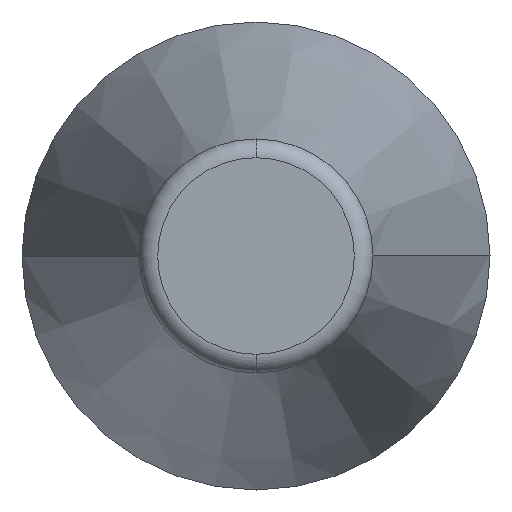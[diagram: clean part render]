
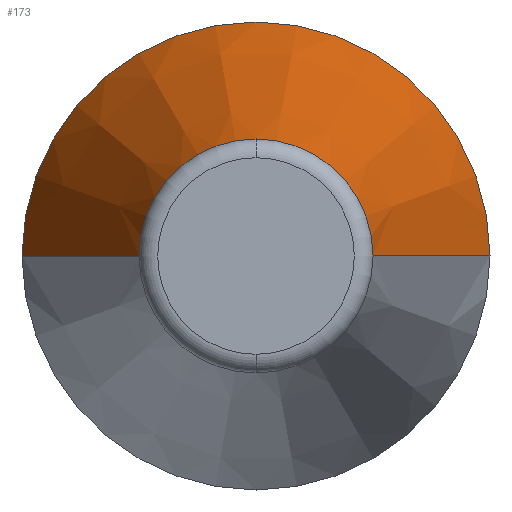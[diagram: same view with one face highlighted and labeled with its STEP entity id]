
A CAD part, front view. The second image highlights one B-rep face of the part: STEP entity #173.
In plain terms, the highlighted conical face has half-angle 15 degrees and reference radius 1.587 mm.
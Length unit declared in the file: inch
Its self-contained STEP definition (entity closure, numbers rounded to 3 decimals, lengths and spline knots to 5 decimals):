
#5 = LINE ( 'NONE', #100, #7 ) ;
#7 = VECTOR ( 'NONE', #104, 39.37008 ) ;
#10 = CARTESIAN_POINT ( 'NONE',  ( -0.125, 0.60825, 0. ) ) ;
#12 = EDGE_CURVE ( 'NONE', #187, #275, #327, .T. ) ;
#42 = FACE_OUTER_BOUND ( 'NONE', #384, .T. ) ;
#48 = CARTESIAN_POINT ( 'NONE',  ( -0.0625, 0.375, 0. ) ) ;
#61 = VERTEX_POINT ( 'NONE', #182 ) ;
#64 = LINE ( 'NONE', #48, #102 ) ;
#67 = CARTESIAN_POINT ( 'NONE',  ( 0., 0.60825, 0. ) ) ;
#71 = CARTESIAN_POINT ( 'NONE',  ( 0.125, 0.60825, 0. ) ) ;
#77 = AXIS2_PLACEMENT_3D ( 'NONE', #67, #193, #219 ) ;
#81 = DIRECTION ( 'NONE',  ( 0., 1., 0. ) ) ;
#100 = CARTESIAN_POINT ( 'NONE',  ( 0.0625, 0.375, 0. ) ) ;
#102 = VECTOR ( 'NONE', #232, 39.37008 ) ;
#103 = DIRECTION ( 'NONE',  ( 0., 1., 0. ) ) ;
#104 = DIRECTION ( 'NONE',  ( 0.259, 0.966, 0. ) ) ;
#131 = CARTESIAN_POINT ( 'NONE',  ( 0., 0.375, 0. ) ) ;
#133 = AXIS2_PLACEMENT_3D ( 'NONE', #163, #283, #371 ) ;
#146 = ORIENTED_EDGE ( 'NONE', *, *, #216, .F. ) ;
#163 = CARTESIAN_POINT ( 'NONE',  ( 0., 0.375, 0. ) ) ;
#171 = CARTESIAN_POINT ( 'NONE',  ( 0.0625, 0.375, 0. ) ) ;
#173 = ADVANCED_FACE ( 'NONE', ( #42 ), #302, .T. ) ;
#182 = CARTESIAN_POINT ( 'NONE',  ( -0.0625, 0.375, 0. ) ) ;
#185 = ORIENTED_EDGE ( 'NONE', *, *, #374, .F. ) ;
#187 = VERTEX_POINT ( 'NONE', #233 ) ;
#188 = AXIS2_PLACEMENT_3D ( 'NONE', #346, #81, #292 ) ;
#193 = DIRECTION ( 'NONE',  ( 0., 1., 0. ) ) ;
#208 = DIRECTION ( 'NONE',  ( -1., 0., 0. ) ) ;
#212 = ORIENTED_EDGE ( 'NONE', *, *, #334, .T. ) ;
#216 = EDGE_CURVE ( 'NONE', #61, #322, #64, .T. ) ;
#219 = DIRECTION ( 'NONE',  ( -1., 0., 0. ) ) ;
#232 = DIRECTION ( 'NONE',  ( -0.259, 0.966, 0. ) ) ;
#233 = CARTESIAN_POINT ( 'NONE',  ( 0., 0.375, 0.0625 ) ) ;
#241 = ORIENTED_EDGE ( 'NONE', *, *, #316, .T. ) ;
#271 = ORIENTED_EDGE ( 'NONE', *, *, #12, .T. ) ;
#275 = VERTEX_POINT ( 'NONE', #171 ) ;
#283 = DIRECTION ( 'NONE',  ( 0., 1., 0. ) ) ;
#292 = DIRECTION ( 'NONE',  ( -1., 0., 0. ) ) ;
#302 = CONICAL_SURFACE ( 'NONE', #133, 0.0625, 0.262 ) ;
#309 = CIRCLE ( 'NONE', #77, 0.125 ) ;
#316 = EDGE_CURVE ( 'NONE', #275, #317, #5, .T. ) ;
#317 = VERTEX_POINT ( 'NONE', #71 ) ;
#319 = AXIS2_PLACEMENT_3D ( 'NONE', #131, #103, #208 ) ;
#322 = VERTEX_POINT ( 'NONE', #10 ) ;
#327 = CIRCLE ( 'NONE', #188, 0.0625 ) ;
#334 = EDGE_CURVE ( 'NONE', #61, #187, #366, .T. ) ;
#346 = CARTESIAN_POINT ( 'NONE',  ( 0., 0.375, 0. ) ) ;
#366 = CIRCLE ( 'NONE', #319, 0.0625 ) ;
#371 = DIRECTION ( 'NONE',  ( -1., 0., 0. ) ) ;
#374 = EDGE_CURVE ( 'NONE', #322, #317, #309, .T. ) ;
#384 = EDGE_LOOP ( 'NONE', ( #271, #241, #185, #146, #212 ) ) ;
